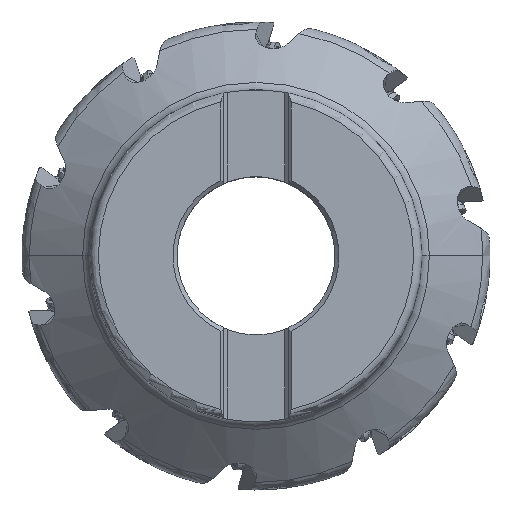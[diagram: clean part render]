
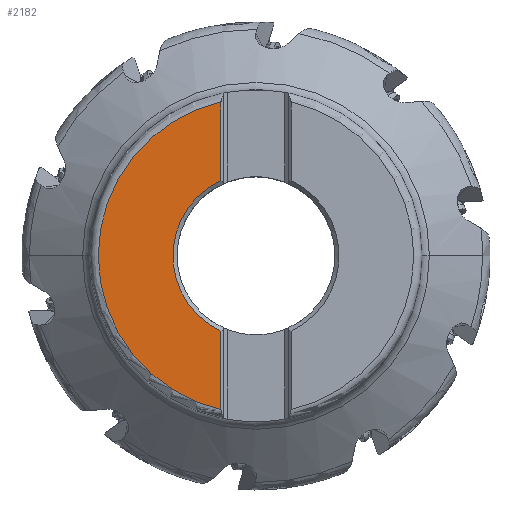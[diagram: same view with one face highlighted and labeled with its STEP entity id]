
A CAD part, top view. The second image highlights one B-rep face of the part: STEP entity #2182.
In plain terms, the highlighted planar face has unit normal (0, 0, 1).
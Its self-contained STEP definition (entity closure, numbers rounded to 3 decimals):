
#2182=ADVANCED_FACE('',(#4232),#3565,.T.);
#3565=PLANE('',#27324);
#4232=FACE_OUTER_BOUND('',#5612,.T.);
#5612=EDGE_LOOP('',(#11241,#11242,#11243,#11244,#11245));
#7162=LINE('',#41099,#8836);
#7164=LINE('',#41127,#8838);
#8836=VECTOR('',#30988,1.);
#8838=VECTOR('',#31000,1.);
#11241=ORIENTED_EDGE('',*,*,#21200,.F.);
#11242=ORIENTED_EDGE('',*,*,#21201,.F.);
#11243=ORIENTED_EDGE('',*,*,#21188,.F.);
#11244=ORIENTED_EDGE('',*,*,#21187,.F.);
#11245=ORIENTED_EDGE('',*,*,#21193,.F.);
#18520=VERTEX_POINT('',#41029);
#18521=VERTEX_POINT('',#41030);
#18522=VERTEX_POINT('',#41032);
#18525=VERTEX_POINT('',#41100);
#18529=VERTEX_POINT('',#41124);
#21187=EDGE_CURVE('',#18520,#18521,#24704,.T.);
#21188=EDGE_CURVE('',#18521,#18522,#24705,.T.);
#21193=EDGE_CURVE('',#18525,#18520,#7162,.T.);
#21200=EDGE_CURVE('',#18529,#18525,#24709,.T.);
#21201=EDGE_CURVE('',#18522,#18529,#7164,.T.);
#24704=CIRCLE('',#27315,38.);
#24705=CIRCLE('',#27316,38.);
#24709=CIRCLE('',#27322,20.015);
#27315=AXIS2_PLACEMENT_3D('',#41028,#30980,#30981);
#27316=AXIS2_PLACEMENT_3D('',#41031,#30982,#30983);
#27322=AXIS2_PLACEMENT_3D('',#41125,#30996,#30997);
#27324=AXIS2_PLACEMENT_3D('',#41128,#31001,#31002);
#30980=DIRECTION('',(0.,0.,-1.));
#30981=DIRECTION('',(-0.222,-0.975,0.));
#30982=DIRECTION('',(0.,0.,-1.));
#30983=DIRECTION('',(-1.,0.,0.));
#30988=DIRECTION('',(0.,-1.,0.));
#30996=DIRECTION('',(0.,0.,1.));
#30997=DIRECTION('',(-0.422,0.907,0.));
#31000=DIRECTION('',(0.,-1.,0.));
#31001=DIRECTION('',(0.,0.,1.));
#31002=DIRECTION('',(1.,0.,0.));
#41028=CARTESIAN_POINT('',(0.,0.,0.));
#41029=CARTESIAN_POINT('',(-8.438,-37.051,0.));
#41030=CARTESIAN_POINT('',(-38.,0.,0.));
#41031=CARTESIAN_POINT('',(0.,0.,0.));
#41032=CARTESIAN_POINT('',(-8.438,37.051,0.));
#41099=CARTESIAN_POINT('',(-8.438,-18.15,0.));
#41100=CARTESIAN_POINT('',(-8.438,-18.15,0.));
#41124=CARTESIAN_POINT('',(-8.438,18.15,0.));
#41125=CARTESIAN_POINT('',(0.,0.,0.));
#41127=CARTESIAN_POINT('',(-8.438,37.051,0.));
#41128=CARTESIAN_POINT('',(-23.219,0.,0.));
